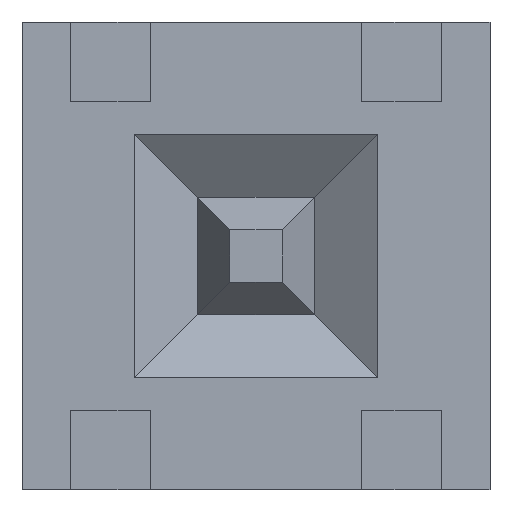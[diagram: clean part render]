
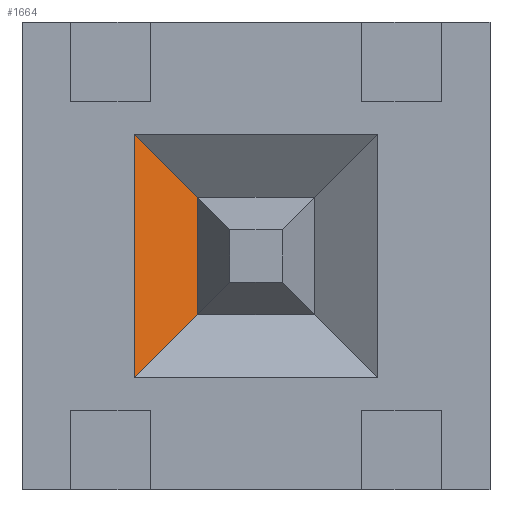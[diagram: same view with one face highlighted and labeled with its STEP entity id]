
A CAD part, front view. The second image highlights one B-rep face of the part: STEP entity #1664.
In plain terms, the highlighted planar face has unit normal (0.581, -0.814, 0).
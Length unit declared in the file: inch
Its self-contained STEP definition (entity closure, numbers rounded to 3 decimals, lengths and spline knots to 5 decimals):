
#72 = VERTEX_POINT ( 'NONE', #228 ) ;
#169 = CARTESIAN_POINT ( 'NONE',  ( 0.0375, 0.02964, 0.0125 ) ) ;
#188 = LINE ( 'NONE', #1933, #1347 ) ;
#227 = LINE ( 'NONE', #1920, #627 ) ;
#228 = CARTESIAN_POINT ( 'NONE',  ( 0.024, 0.02, -0.026 ) ) ;
#356 = LINE ( 'NONE', #616, #1063 ) ;
#470 = ORIENTED_EDGE ( 'NONE', *, *, #1516, .T. ) ;
#478 = PLANE ( 'NONE',  #791 ) ;
#541 = EDGE_CURVE ( 'NONE', #72, #1581, #356, .T. ) ;
#616 = CARTESIAN_POINT ( 'NONE',  ( 0.024, 0.02, 0.05 ) ) ;
#627 = VECTOR ( 'NONE', #1663, 39.37008 ) ;
#657 = CARTESIAN_POINT ( 'NONE',  ( 0.0375, 0.02964, 0.05 ) ) ;
#703 = LINE ( 'NONE', #657, #1848 ) ;
#752 = EDGE_CURVE ( 'NONE', #1696, #1581, #188, .T. ) ;
#757 = ORIENTED_EDGE ( 'NONE', *, *, #1373, .T. ) ;
#758 = ORIENTED_EDGE ( 'NONE', *, *, #752, .T. ) ;
#791 = AXIS2_PLACEMENT_3D ( 'NONE', #1668, #931, #1820 ) ;
#929 = FACE_OUTER_BOUND ( 'NONE', #1610, .T. ) ;
#931 = DIRECTION ( 'NONE',  ( -0.581, 0.814, 0. ) ) ;
#1005 = DIRECTION ( 'NONE',  ( -0.631, -0.451, 0.631 ) ) ;
#1063 = VECTOR ( 'NONE', #1067, 39.37008 ) ;
#1067 = DIRECTION ( 'NONE',  ( 0., 0., 1. ) ) ;
#1118 = DIRECTION ( 'NONE',  ( 0., 0., 1. ) ) ;
#1347 = VECTOR ( 'NONE', #1005, 39.37008 ) ;
#1351 = ORIENTED_EDGE ( 'NONE', *, *, #541, .F. ) ;
#1373 = EDGE_CURVE ( 'NONE', #1391, #1696, #703, .T. ) ;
#1391 = VERTEX_POINT ( 'NONE', #1452 ) ;
#1452 = CARTESIAN_POINT ( 'NONE',  ( 0.0375, 0.02964, -0.0125 ) ) ;
#1492 = CARTESIAN_POINT ( 'NONE',  ( 0.024, 0.02, 0.026 ) ) ;
#1516 = EDGE_CURVE ( 'NONE', #72, #1391, #227, .T. ) ;
#1581 = VERTEX_POINT ( 'NONE', #1492 ) ;
#1610 = EDGE_LOOP ( 'NONE', ( #470, #757, #758, #1351 ) ) ;
#1663 = DIRECTION ( 'NONE',  ( 0.631, 0.451, 0.631 ) ) ;
#1664 = ADVANCED_FACE ( 'NONE', ( #929 ), #478, .F. ) ;
#1668 = CARTESIAN_POINT ( 'NONE',  ( 0.024, 0.02, 0.05 ) ) ;
#1696 = VERTEX_POINT ( 'NONE', #169 ) ;
#1820 = DIRECTION ( 'NONE',  ( -0.814, -0.581, 0. ) ) ;
#1848 = VECTOR ( 'NONE', #1118, 39.37008 ) ;
#1920 = CARTESIAN_POINT ( 'NONE',  ( 0.05428, 0.04163, 0.00428 ) ) ;
#1933 = CARTESIAN_POINT ( 'NONE',  ( 0.01444, 0.01317, 0.03556 ) ) ;
